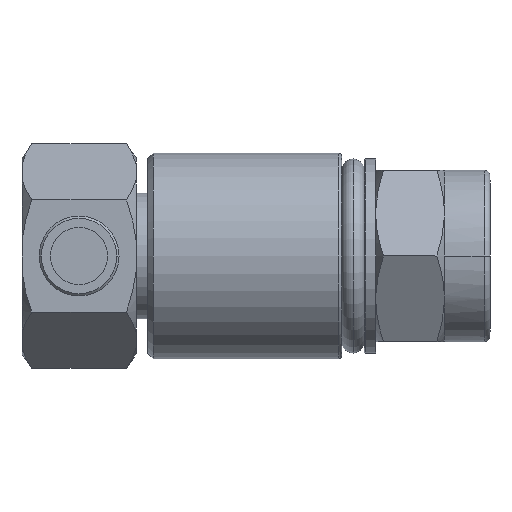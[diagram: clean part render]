
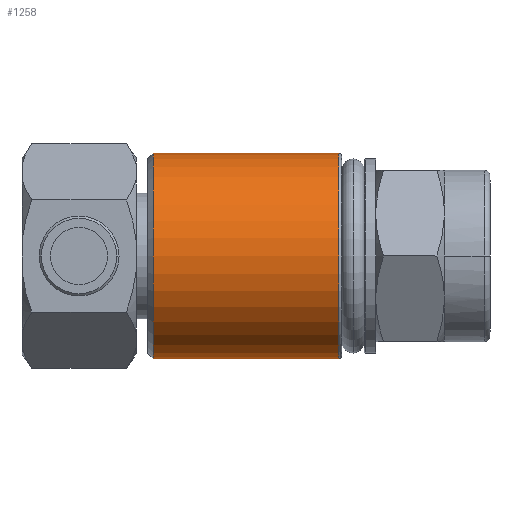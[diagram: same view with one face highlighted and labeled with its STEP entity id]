
A CAD part, left-side view. The second image highlights one B-rep face of the part: STEP entity #1258.
In plain terms, the highlighted cylindrical face has radius 9 mm (diameter 18 mm), a partial arc.
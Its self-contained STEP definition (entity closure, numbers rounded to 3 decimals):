
#60 = CARTESIAN_POINT ( 'NONE',  ( 0., -18., 9. ) ) ;
#61 = LINE ( 'NONE', #60, #1552 ) ;
#89 = LINE ( 'NONE', #95, #1551 ) ;
#90 = DIRECTION ( 'NONE',  ( 0., 1., 0. ) ) ;
#95 = CARTESIAN_POINT ( 'NONE',  ( 0., -18., -9. ) ) ;
#96 = DIRECTION ( 'NONE',  ( 0., 1., 0. ) ) ;
#579 = DIRECTION ( 'NONE',  ( 0., 0., -1. ) ) ;
#580 = DIRECTION ( 'NONE',  ( 0., 1., 0. ) ) ;
#581 = CARTESIAN_POINT ( 'NONE',  ( 0., -17.75, 0. ) ) ;
#584 = DIRECTION ( 'NONE',  ( 0., 0., -1. ) ) ;
#586 = DIRECTION ( 'NONE',  ( 0., -1., 0. ) ) ;
#588 = CARTESIAN_POINT ( 'NONE',  ( 0., -1.5, 0. ) ) ;
#793 = DIRECTION ( 'NONE',  ( 0., 1., 0. ) ) ;
#803 = FACE_OUTER_BOUND ( 'NONE', #1972, .T. ) ;
#804 = CARTESIAN_POINT ( 'NONE',  ( 0., -18., 0. ) ) ;
#806 = CYLINDRICAL_SURFACE ( 'NONE', #1674, 9. ) ;
#807 = DIRECTION ( 'NONE',  ( 0., 0., 1. ) ) ;
#1075 = EDGE_CURVE ( 'NONE', #2214, #2129, #1450, .T. ) ;
#1076 = EDGE_CURVE ( 'NONE', #1860, #1847, #1457, .T. ) ;
#1176 = EDGE_CURVE ( 'NONE', #1847, #2214, #61, .T. ) ;
#1177 = EDGE_CURVE ( 'NONE', #1860, #2129, #89, .T. ) ;
#1258 = ADVANCED_FACE ( 'NONE', ( #803 ), #806, .T. ) ;
#1448 = AXIS2_PLACEMENT_3D ( 'NONE', #581, #580, #579 ) ;
#1450 = CIRCLE ( 'NONE', #1453, 9. ) ;
#1453 = AXIS2_PLACEMENT_3D ( 'NONE', #588, #586, #584 ) ;
#1457 = CIRCLE ( 'NONE', #1448, 9. ) ;
#1551 = VECTOR ( 'NONE', #96, 1000. ) ;
#1552 = VECTOR ( 'NONE', #90, 1000. ) ;
#1674 = AXIS2_PLACEMENT_3D ( 'NONE', #804, #793, #807 ) ;
#1847 = VERTEX_POINT ( 'NONE', #2765 ) ;
#1860 = VERTEX_POINT ( 'NONE', #2805 ) ;
#1972 = EDGE_LOOP ( 'NONE', ( #2263, #2182, #2141, #2291 ) ) ;
#2129 = VERTEX_POINT ( 'NONE', #2656 ) ;
#2141 = ORIENTED_EDGE ( 'NONE', *, *, #1176, .T. ) ;
#2182 = ORIENTED_EDGE ( 'NONE', *, *, #1076, .T. ) ;
#2214 = VERTEX_POINT ( 'NONE', #2745 ) ;
#2263 = ORIENTED_EDGE ( 'NONE', *, *, #1177, .F. ) ;
#2291 = ORIENTED_EDGE ( 'NONE', *, *, #1075, .T. ) ;
#2656 = CARTESIAN_POINT ( 'NONE',  ( 0., -1.5, -9. ) ) ;
#2745 = CARTESIAN_POINT ( 'NONE',  ( 0., -1.5, 9. ) ) ;
#2765 = CARTESIAN_POINT ( 'NONE',  ( 0., -17.75, 9. ) ) ;
#2805 = CARTESIAN_POINT ( 'NONE',  ( 0., -17.75, -9. ) ) ;
